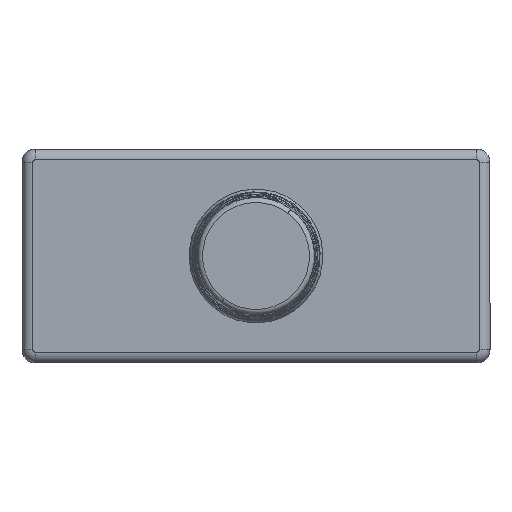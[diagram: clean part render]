
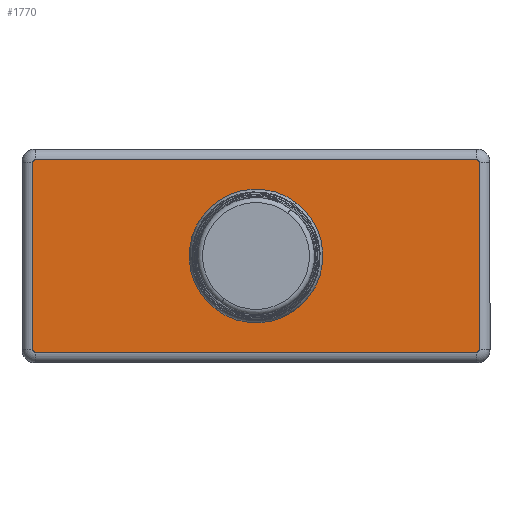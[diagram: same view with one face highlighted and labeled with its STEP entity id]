
A CAD part, front view. The second image highlights one B-rep face of the part: STEP entity #1770.
In plain terms, the highlighted planar face has unit normal (0, -1, 0).
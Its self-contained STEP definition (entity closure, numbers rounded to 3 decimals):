
#45 = VECTOR ( 'NONE', #4942, 1000. ) ;
#118 = DIRECTION ( 'NONE',  ( -1., 0., 0. ) ) ;
#161 = CARTESIAN_POINT ( 'NONE',  ( -16.5, -1.5, -7.2 ) ) ;
#479 = VERTEX_POINT ( 'NONE', #1873 ) ;
#726 = CARTESIAN_POINT ( 'NONE',  ( -16.5, -1.5, -7. ) ) ;
#999 = VERTEX_POINT ( 'NONE', #13231 ) ;
#1323 = CARTESIAN_POINT ( 'NONE',  ( -16.7, -1.5, -7. ) ) ;
#1632 = ORIENTED_EDGE ( 'NONE', *, *, #3636, .T. ) ;
#1637 = DIRECTION ( 'NONE',  ( 0., -1., 0. ) ) ;
#1770 = ADVANCED_FACE ( 'NONE', ( #2102, #2704 ), #15863, .T. ) ;
#1873 = CARTESIAN_POINT ( 'NONE',  ( -16.7, -1.5, -7. ) ) ;
#2102 = FACE_OUTER_BOUND ( 'NONE', #21767, .T. ) ;
#2125 = AXIS2_PLACEMENT_3D ( 'NONE', #726, #11612, #8471 ) ;
#2394 = DIRECTION ( 'NONE',  ( 0., -1., 0. ) ) ;
#2543 = DIRECTION ( 'NONE',  ( 1., 0., 0. ) ) ;
#2638 = CARTESIAN_POINT ( 'NONE',  ( 16.5, -1.5, 7. ) ) ;
#2704 = FACE_BOUND ( 'NONE', #15050, .T. ) ;
#2803 = VERTEX_POINT ( 'NONE', #161 ) ;
#3582 = DIRECTION ( 'NONE',  ( 1., 0., 0. ) ) ;
#3636 = EDGE_CURVE ( 'NONE', #999, #479, #15892, .T. ) ;
#4106 = DIRECTION ( 'NONE',  ( 0., 1., 0. ) ) ;
#4292 = VERTEX_POINT ( 'NONE', #18263 ) ;
#4502 = EDGE_CURVE ( 'NONE', #6840, #12936, #6138, .T. ) ;
#4892 = EDGE_CURVE ( 'NONE', #15811, #4292, #6115, .T. ) ;
#4942 = DIRECTION ( 'NONE',  ( 0., 0., 1. ) ) ;
#5130 = ORIENTED_EDGE ( 'NONE', *, *, #8959, .T. ) ;
#5198 = CARTESIAN_POINT ( 'NONE',  ( 16.5, -1.5, -7.2 ) ) ;
#5218 = LINE ( 'NONE', #23973, #45 ) ;
#6115 = CIRCLE ( 'NONE', #16765, 4.5 ) ;
#6138 = CIRCLE ( 'NONE', #8202, 0.2 ) ;
#6200 = AXIS2_PLACEMENT_3D ( 'NONE', #15572, #4106, #17399 ) ;
#6615 = ORIENTED_EDGE ( 'NONE', *, *, #4502, .T. ) ;
#6714 = DIRECTION ( 'NONE',  ( 0., 1., 0. ) ) ;
#6805 = CARTESIAN_POINT ( 'NONE',  ( 0., -1.5, 0. ) ) ;
#6840 = VERTEX_POINT ( 'NONE', #7562 ) ;
#6867 = DIRECTION ( 'NONE',  ( -1., 0., 0. ) ) ;
#7218 = CARTESIAN_POINT ( 'NONE',  ( -16.5, -1.5, 7. ) ) ;
#7562 = CARTESIAN_POINT ( 'NONE',  ( 16.7, -1.5, 7. ) ) ;
#8202 = AXIS2_PLACEMENT_3D ( 'NONE', #2638, #2394, #2543 ) ;
#8233 = ORIENTED_EDGE ( 'NONE', *, *, #4892, .T. ) ;
#8471 = DIRECTION ( 'NONE',  ( 1., 0., 0. ) ) ;
#8625 = EDGE_CURVE ( 'NONE', #12936, #12136, #12975, .T. ) ;
#8959 = EDGE_CURVE ( 'NONE', #20121, #6840, #5218, .T. ) ;
#9808 = EDGE_CURVE ( 'NONE', #479, #2803, #10400, .T. ) ;
#9872 = ORIENTED_EDGE ( 'NONE', *, *, #11534, .T. ) ;
#10166 = CIRCLE ( 'NONE', #6200, 4.5 ) ;
#10400 = CIRCLE ( 'NONE', #2125, 0.2 ) ;
#10868 = AXIS2_PLACEMENT_3D ( 'NONE', #11775, #13531, #13784 ) ;
#11016 = DIRECTION ( 'NONE',  ( 0., -1., 0. ) ) ;
#11155 = EDGE_CURVE ( 'NONE', #12136, #999, #22662, .T. ) ;
#11169 = CIRCLE ( 'NONE', #21048, 0.2 ) ;
#11512 = VECTOR ( 'NONE', #16889, 1000. ) ;
#11534 = EDGE_CURVE ( 'NONE', #2803, #18807, #15310, .T. ) ;
#11612 = DIRECTION ( 'NONE',  ( 0., -1., 0. ) ) ;
#11775 = CARTESIAN_POINT ( 'NONE',  ( 17.5, -1.5, -8. ) ) ;
#12136 = VERTEX_POINT ( 'NONE', #21470 ) ;
#12429 = ORIENTED_EDGE ( 'NONE', *, *, #8625, .T. ) ;
#12726 = EDGE_CURVE ( 'NONE', #18807, #20121, #11169, .T. ) ;
#12849 = ORIENTED_EDGE ( 'NONE', *, *, #22655, .T. ) ;
#12936 = VERTEX_POINT ( 'NONE', #19840 ) ;
#12975 = LINE ( 'NONE', #16191, #19034 ) ;
#13231 = CARTESIAN_POINT ( 'NONE',  ( -16.7, -1.5, 7. ) ) ;
#13531 = DIRECTION ( 'NONE',  ( 0., -1., 0. ) ) ;
#13784 = DIRECTION ( 'NONE',  ( 1., 0., 0. ) ) ;
#14198 = CARTESIAN_POINT ( 'NONE',  ( 16.7, -1.5, -7. ) ) ;
#14659 = DIRECTION ( 'NONE',  ( 1., 0., 0. ) ) ;
#14704 = VECTOR ( 'NONE', #3582, 1000. ) ;
#15050 = EDGE_LOOP ( 'NONE', ( #8233, #12849 ) ) ;
#15193 = ORIENTED_EDGE ( 'NONE', *, *, #12726, .T. ) ;
#15310 = LINE ( 'NONE', #5198, #14704 ) ;
#15418 = CARTESIAN_POINT ( 'NONE',  ( 4.5, -1.5, 0. ) ) ;
#15572 = CARTESIAN_POINT ( 'NONE',  ( 0., -1.5, 0. ) ) ;
#15811 = VERTEX_POINT ( 'NONE', #15418 ) ;
#15863 = PLANE ( 'NONE',  #10868 ) ;
#15892 = LINE ( 'NONE', #1323, #11512 ) ;
#16191 = CARTESIAN_POINT ( 'NONE',  ( -16.5, -1.5, 7.2 ) ) ;
#16765 = AXIS2_PLACEMENT_3D ( 'NONE', #6805, #6714, #6867 ) ;
#16889 = DIRECTION ( 'NONE',  ( 0., 0., -1. ) ) ;
#17399 = DIRECTION ( 'NONE',  ( -1., 0., 0. ) ) ;
#18263 = CARTESIAN_POINT ( 'NONE',  ( -4.5, -1.5, 0. ) ) ;
#18296 = ORIENTED_EDGE ( 'NONE', *, *, #11155, .T. ) ;
#18807 = VERTEX_POINT ( 'NONE', #19264 ) ;
#19034 = VECTOR ( 'NONE', #118, 1000. ) ;
#19264 = CARTESIAN_POINT ( 'NONE',  ( 16.5, -1.5, -7.2 ) ) ;
#19840 = CARTESIAN_POINT ( 'NONE',  ( 16.5, -1.5, 7.2 ) ) ;
#20121 = VERTEX_POINT ( 'NONE', #14198 ) ;
#20590 = CARTESIAN_POINT ( 'NONE',  ( 16.5, -1.5, -7. ) ) ;
#20597 = DIRECTION ( 'NONE',  ( 1., 0., 0. ) ) ;
#21048 = AXIS2_PLACEMENT_3D ( 'NONE', #20590, #11016, #14659 ) ;
#21470 = CARTESIAN_POINT ( 'NONE',  ( -16.5, -1.5, 7.2 ) ) ;
#21767 = EDGE_LOOP ( 'NONE', ( #6615, #12429, #18296, #1632, #22801, #9872, #15193, #5130 ) ) ;
#22316 = AXIS2_PLACEMENT_3D ( 'NONE', #7218, #1637, #20597 ) ;
#22655 = EDGE_CURVE ( 'NONE', #4292, #15811, #10166, .T. ) ;
#22662 = CIRCLE ( 'NONE', #22316, 0.2 ) ;
#22801 = ORIENTED_EDGE ( 'NONE', *, *, #9808, .T. ) ;
#23973 = CARTESIAN_POINT ( 'NONE',  ( 16.7, -1.5, 7. ) ) ;
